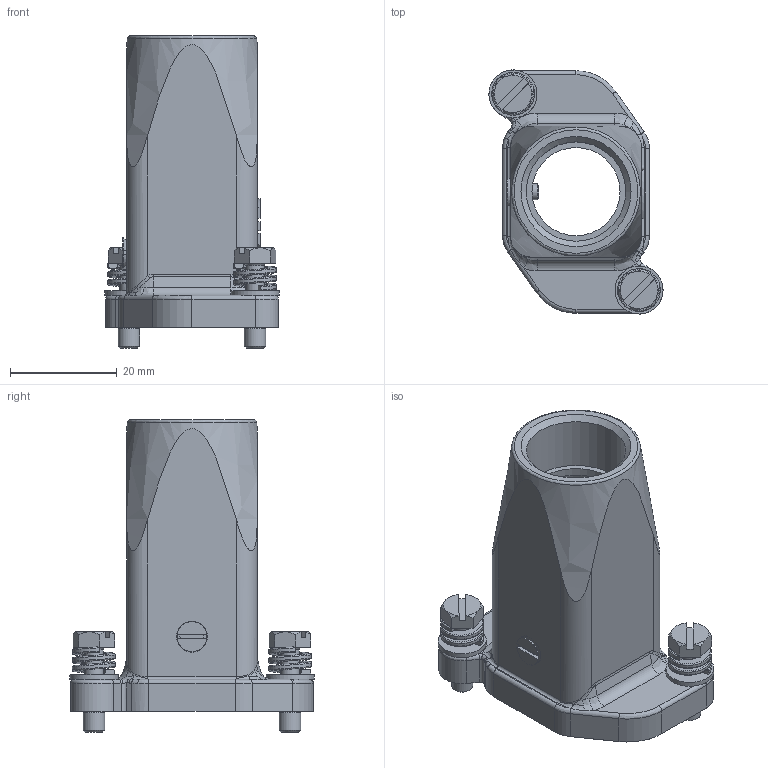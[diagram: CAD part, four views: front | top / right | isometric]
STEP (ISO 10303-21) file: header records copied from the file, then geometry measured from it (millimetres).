
FILE_DESCRIPTION(/* description */ (''),/* implementation_level */ '2;1');
FILE_NAME(/* name */ '100095182ugm000_d.stp',/* time_stamp */ '2017-10-27T13:36:58+02:00',/* author */ (''),/* organization */ (''),/* preprocessor_version */ 'ST-DEVELOPER v16',/* originating_system */ 'SIEMENS PLM Software NX 10.0',/* authorisation */ '');
FILE_SCHEMA (('AUTOMOTIVE_DESIGN { 1 0 10303 214 3 1 1 1 }'));
Length unit declared in the file: millimetre
Products named in the file (1): 100095182ugm000_d
Bounding box: 32.6 x 45.69 x 58.5 mm (x, y, z)
Volume: 11848.2 mm3; surface area: 12671.5 mm2
Topology: 2 solids, 2 shells, 439 faces, 1102 edges, 705 vertices
Faces by surface type: plane 210, cylinder 87, bspline 84, cone 48, torus 10
Full cylindrical faces by diameter (mm): 0.753 x1, 0.986 x1, 3 x1, 3.1 x1, 3.5 x4, 4 x2, 4.1 x2, 4.3 x6, 5.8 x1, 6 x2, 8 x1, 9 x2, 16.5 x1, 18.6 x1
Entity records: 21353 total; most frequent: CARTESIAN_POINT 10387, ORIENTED_EDGE 2038, DIRECTION 1756, EDGE_CURVE 1019, VERTEX_POINT 669, AXIS2_PLACEMENT_3D 614, EDGE_LOOP 528, LINE 528
